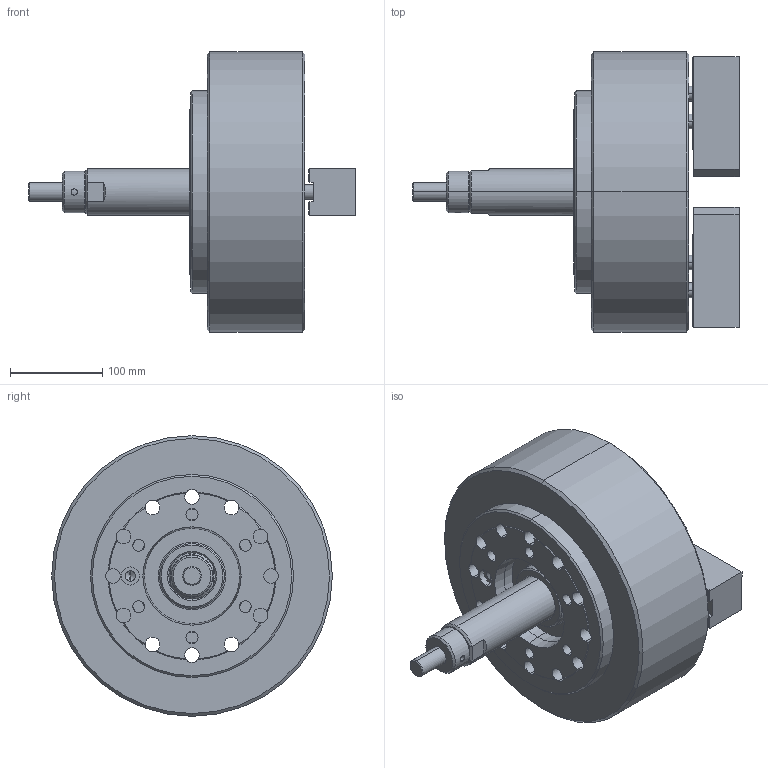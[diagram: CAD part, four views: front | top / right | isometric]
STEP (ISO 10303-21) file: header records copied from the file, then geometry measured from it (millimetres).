
FILE_DESCRIPTION (( 'STEP AP203' ), '1' );
FILE_NAME ('CF-2P-12A8.STEP', '2020-01-02T08:39:22', ( 'temp' ), ( '' ), 'SwSTEP 2.0', 'SolidWorks 2016', '' );
FILE_SCHEMA (( 'CONFIG_CONTROL_DESIGN' ));
Length unit declared in the file: metre
Products named in the file (12): CF-2P-12A8; CF-2P-12-04000; 半圓頭六角孔螺栓_M5x12; SJ-12H; M16x40; CF-2P-12-05000; CF-2P-12-06000; CF-2P-12-0100G; 3P-10-06010; CF-2P-12-02000; CF-3H-10A6法蘭板; CF-2P-12-08000
Assembly tree (18 placements, depth 2):
  CF-2P-12A8
    CF-2P-12-0100G
    CF-2P-12-02000
    CF-2P-12-08000
    CF-2P-12-04000
    半圓頭六角孔螺栓_M5x12  x4
    SJ-12H  x2
    M16x40  x4
    CF-2P-12-05000
    CF-2P-12-06000
    3P-10-06010
    CF-3H-10A6法蘭板
Bounding box: 353.2 x 304 x 304 mm (x, y, z)
Volume: 8287562.1 mm3; surface area: 658589.6 mm2
Topology: 18 solids, 18 shells, 1744 faces, 4849 edges, 3150 vertices
Faces by surface type: plane 1038, cylinder 513, cone 173, torus 20
Entity records: 34220 total; most frequent: CARTESIAN_POINT 6924, ORIENTED_EDGE 5610, DIRECTION 5194, EDGE_CURVE 2805, VERTEX_POINT 1836, LINE 1782, VECTOR 1782, AXIS2_PLACEMENT_3D 1706
